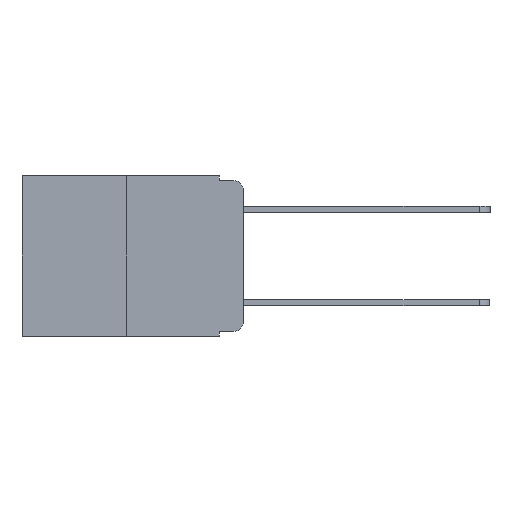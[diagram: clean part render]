
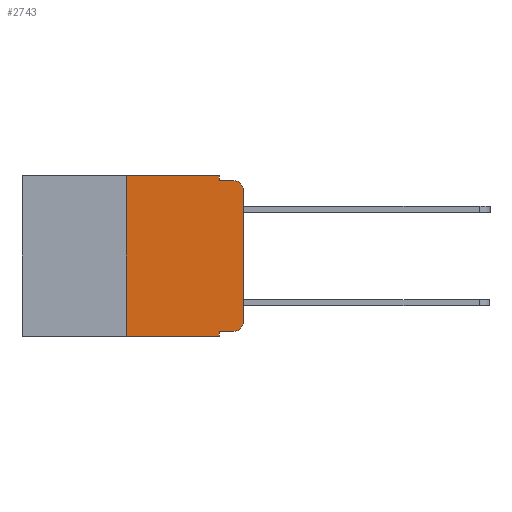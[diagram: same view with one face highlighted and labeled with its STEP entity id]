
A CAD part, left-side view. The second image highlights one B-rep face of the part: STEP entity #2743.
In plain terms, the highlighted planar face has unit normal (-1, 0, 0).
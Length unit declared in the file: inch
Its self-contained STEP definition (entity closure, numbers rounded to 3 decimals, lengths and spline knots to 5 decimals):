
#60 = PLANE ( 'NONE',  #18859 ) ;
#805 = LINE ( 'NONE', #16986, #10395 ) ;
#827 = AXIS2_PLACEMENT_3D ( 'NONE', #10672, #24411, #12678 ) ;
#943 = LINE ( 'NONE', #7079, #21595 ) ;
#967 = ORIENTED_EDGE ( 'NONE', *, *, #25509, .F. ) ;
#1034 = CARTESIAN_POINT ( 'NONE',  ( 0., 0.02, -0.333 ) ) ;
#1130 = VERTEX_POINT ( 'NONE', #5043 ) ;
#1360 = DIRECTION ( 'NONE',  ( 0., 0., 1. ) ) ;
#2248 = VERTEX_POINT ( 'NONE', #22351 ) ;
#2254 = VECTOR ( 'NONE', #1360, 39.37008 ) ;
#2743 = ADVANCED_FACE ( 'NONE', ( #15050 ), #60, .F. ) ;
#2854 = EDGE_CURVE ( 'NONE', #7243, #2248, #7830, .T. ) ;
#2959 = VECTOR ( 'NONE', #16279, 39.37008 ) ;
#3399 = DIRECTION ( 'NONE',  ( 0., -1., 0. ) ) ;
#4122 = ORIENTED_EDGE ( 'NONE', *, *, #19924, .F. ) ;
#4468 = ORIENTED_EDGE ( 'NONE', *, *, #23212, .F. ) ;
#4469 = LINE ( 'NONE', #25369, #13310 ) ;
#5043 = CARTESIAN_POINT ( 'NONE',  ( 0., 0.25, -0.343 ) ) ;
#5688 = CARTESIAN_POINT ( 'NONE',  ( 0., 0.051, -0.333 ) ) ;
#6133 = DIRECTION ( 'NONE',  ( 0., -1., 0. ) ) ;
#6145 = CARTESIAN_POINT ( 'NONE',  ( 0., 0.051, -0.343 ) ) ;
#6270 = LINE ( 'NONE', #10234, #16322 ) ;
#6383 = ORIENTED_EDGE ( 'NONE', *, *, #8525, .T. ) ;
#6560 = CARTESIAN_POINT ( 'NONE',  ( 0., 0., -0.03 ) ) ;
#7006 = DIRECTION ( 'NONE',  ( 0., 0., -1. ) ) ;
#7079 = CARTESIAN_POINT ( 'NONE',  ( 0., 0.051, 0. ) ) ;
#7243 = VERTEX_POINT ( 'NONE', #1034 ) ;
#7316 = EDGE_LOOP ( 'NONE', ( #8625, #6383, #10841, #4468, #4122, #20707, #21901, #967, #14918, #17084 ) ) ;
#7830 = CIRCLE ( 'NONE', #827, 0.02 ) ;
#8391 = VERTEX_POINT ( 'NONE', #8954 ) ;
#8525 = EDGE_CURVE ( 'NONE', #10018, #25538, #23875, .T. ) ;
#8625 = ORIENTED_EDGE ( 'NONE', *, *, #21745, .T. ) ;
#8954 = CARTESIAN_POINT ( 'NONE',  ( 0., 0.25, 0. ) ) ;
#9073 = CARTESIAN_POINT ( 'NONE',  ( 0., 0.02, -0.01 ) ) ;
#9383 = DIRECTION ( 'NONE',  ( -1., 0., 0. ) ) ;
#10018 = VERTEX_POINT ( 'NONE', #6560 ) ;
#10234 = CARTESIAN_POINT ( 'NONE',  ( 0., 0.473, 0. ) ) ;
#10337 = DIRECTION ( 'NONE',  ( 0., 0., -1. ) ) ;
#10395 = VECTOR ( 'NONE', #7006, 39.37008 ) ;
#10672 = CARTESIAN_POINT ( 'NONE',  ( 0., 0.02, -0.313 ) ) ;
#10743 = VECTOR ( 'NONE', #3399, 39.37008 ) ;
#10831 = AXIS2_PLACEMENT_3D ( 'NONE', #21194, #9383, #23148 ) ;
#10841 = ORIENTED_EDGE ( 'NONE', *, *, #14891, .F. ) ;
#11372 = EDGE_CURVE ( 'NONE', #1130, #8391, #24056, .T. ) ;
#12249 = CARTESIAN_POINT ( 'NONE',  ( 0., 0.473, 0. ) ) ;
#12678 = DIRECTION ( 'NONE',  ( 0., 0., -1. ) ) ;
#13310 = VECTOR ( 'NONE', #15648, 39.37008 ) ;
#13313 = VERTEX_POINT ( 'NONE', #6145 ) ;
#14295 = CARTESIAN_POINT ( 'NONE',  ( 0., 0., 0. ) ) ;
#14891 = EDGE_CURVE ( 'NONE', #17395, #25538, #4469, .T. ) ;
#14918 = ORIENTED_EDGE ( 'NONE', *, *, #22866, .T. ) ;
#14978 = LINE ( 'NONE', #14295, #2959 ) ;
#15050 = FACE_OUTER_BOUND ( 'NONE', #7316, .T. ) ;
#15489 = CARTESIAN_POINT ( 'NONE',  ( 0., 0.473, -0.343 ) ) ;
#15648 = DIRECTION ( 'NONE',  ( 0., -1., 0. ) ) ;
#16279 = DIRECTION ( 'NONE',  ( 0., 0., 1. ) ) ;
#16322 = VECTOR ( 'NONE', #21981, 39.37008 ) ;
#16654 = LINE ( 'NONE', #15489, #10743 ) ;
#16986 = CARTESIAN_POINT ( 'NONE',  ( 0., 0.051, 0. ) ) ;
#17068 = EDGE_CURVE ( 'NONE', #1130, #13313, #16654, .T. ) ;
#17084 = ORIENTED_EDGE ( 'NONE', *, *, #2854, .T. ) ;
#17395 = VERTEX_POINT ( 'NONE', #24076 ) ;
#18859 = AXIS2_PLACEMENT_3D ( 'NONE', #12249, #22098, #10337 ) ;
#19038 = DIRECTION ( 'NONE',  ( 0., 0., -1. ) ) ;
#19213 = VECTOR ( 'NONE', #6133, 39.37008 ) ;
#19924 = EDGE_CURVE ( 'NONE', #8391, #20237, #6270, .T. ) ;
#20237 = VERTEX_POINT ( 'NONE', #21397 ) ;
#20707 = ORIENTED_EDGE ( 'NONE', *, *, #11372, .F. ) ;
#21024 = LINE ( 'NONE', #25847, #19213 ) ;
#21194 = CARTESIAN_POINT ( 'NONE',  ( 0., 0.02, -0.03 ) ) ;
#21203 = VERTEX_POINT ( 'NONE', #5688 ) ;
#21397 = CARTESIAN_POINT ( 'NONE',  ( 0., 0.051, 0. ) ) ;
#21595 = VECTOR ( 'NONE', #19038, 39.37008 ) ;
#21745 = EDGE_CURVE ( 'NONE', #2248, #10018, #14978, .T. ) ;
#21901 = ORIENTED_EDGE ( 'NONE', *, *, #17068, .T. ) ;
#21981 = DIRECTION ( 'NONE',  ( 0., -1., 0. ) ) ;
#22098 = DIRECTION ( 'NONE',  ( 1., 0., 0. ) ) ;
#22351 = CARTESIAN_POINT ( 'NONE',  ( 0., 0., -0.313 ) ) ;
#22866 = EDGE_CURVE ( 'NONE', #21203, #7243, #21024, .T. ) ;
#23148 = DIRECTION ( 'NONE',  ( 0., 0., -1. ) ) ;
#23212 = EDGE_CURVE ( 'NONE', #20237, #17395, #943, .T. ) ;
#23875 = CIRCLE ( 'NONE', #10831, 0.02 ) ;
#24056 = LINE ( 'NONE', #25217, #2254 ) ;
#24076 = CARTESIAN_POINT ( 'NONE',  ( 0., 0.051, -0.01 ) ) ;
#24411 = DIRECTION ( 'NONE',  ( -1., 0., 0. ) ) ;
#25217 = CARTESIAN_POINT ( 'NONE',  ( 0., 0.25, 0. ) ) ;
#25369 = CARTESIAN_POINT ( 'NONE',  ( 0., 0.051, -0.01 ) ) ;
#25509 = EDGE_CURVE ( 'NONE', #21203, #13313, #805, .T. ) ;
#25538 = VERTEX_POINT ( 'NONE', #9073 ) ;
#25847 = CARTESIAN_POINT ( 'NONE',  ( 0., 0.051, -0.333 ) ) ;
